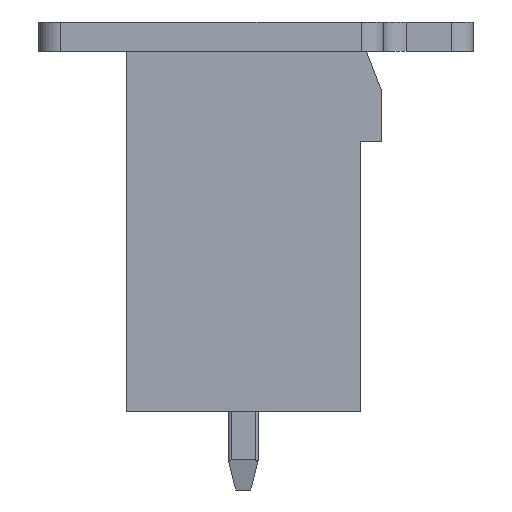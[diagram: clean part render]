
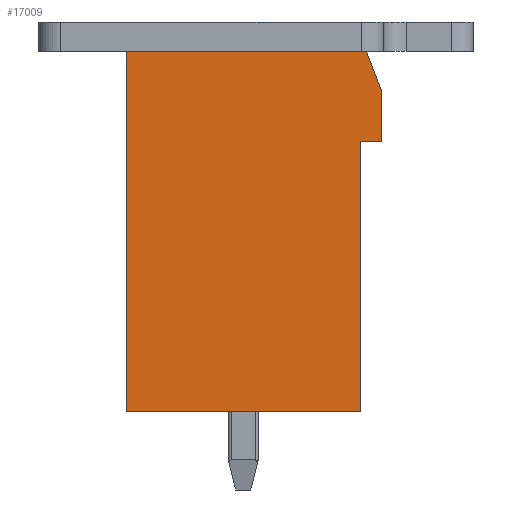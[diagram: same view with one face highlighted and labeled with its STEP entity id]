
A CAD part, left-side view. The second image highlights one B-rep face of the part: STEP entity #17009.
In plain terms, the highlighted planar face has unit normal (-1, 0, 0).
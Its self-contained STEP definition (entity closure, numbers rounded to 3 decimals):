
#529=LINE('',#23323,#2419);
#537=LINE('',#23339,#2427);
#547=LINE('',#23362,#2437);
#1150=LINE('',#24756,#3040);
#1166=LINE('',#24775,#3056);
#1167=LINE('',#24777,#3057);
#1170=LINE('',#24783,#3060);
#2419=VECTOR('',#18739,1000.);
#2427=VECTOR('',#18751,1000.);
#2437=VECTOR('',#18765,1000.);
#3040=VECTOR('',#19698,1000.);
#3056=VECTOR('',#19716,1000.);
#3057=VECTOR('',#19719,1000.);
#3060=VECTOR('',#19724,1000.);
#7586=ORIENTED_EDGE('',*,*,#9211,.T.);
#7587=ORIENTED_EDGE('',*,*,#9203,.T.);
#7588=ORIENTED_EDGE('',*,*,#9906,.T.);
#7589=ORIENTED_EDGE('',*,*,#9222,.T.);
#7590=ORIENTED_EDGE('',*,*,#9926,.T.);
#7591=ORIENTED_EDGE('',*,*,#9923,.T.);
#7592=ORIENTED_EDGE('',*,*,#9922,.T.);
#9203=EDGE_CURVE('',#11645,#11644,#529,.T.);
#9211=EDGE_CURVE('',#11650,#11645,#537,.T.);
#9222=EDGE_CURVE('',#11662,#11661,#547,.T.);
#9906=EDGE_CURVE('',#11644,#11662,#1150,.T.);
#9922=EDGE_CURVE('',#12217,#11650,#1166,.T.);
#9923=EDGE_CURVE('',#12218,#12217,#1167,.T.);
#9926=EDGE_CURVE('',#11661,#12218,#1170,.T.);
#11644=VERTEX_POINT('',#23322);
#11645=VERTEX_POINT('',#23324);
#11650=VERTEX_POINT('',#23337);
#11661=VERTEX_POINT('',#23361);
#11662=VERTEX_POINT('',#23363);
#12217=VERTEX_POINT('',#24761);
#12218=VERTEX_POINT('',#24778);
#14293=EDGE_LOOP('',(#7586,#7587,#7588,#7589,#7590,#7591,#7592));
#15339=FACE_BOUND('',#14293,.T.);
#16153=PLANE('',#18213);
#17009=ADVANCED_FACE('',(#15339),#16153,.T.);
#18213=AXIS2_PLACEMENT_3D('',#26947,#21771,#21772);
#18739=DIRECTION('',(0.,1.,0.));
#18751=DIRECTION('',(0.,0.359,0.933));
#18765=DIRECTION('',(0.,-1.,0.));
#19698=DIRECTION('',(0.,0.,-1.));
#19716=DIRECTION('',(0.,0.,1.));
#19719=DIRECTION('',(0.,-1.,0.));
#19724=DIRECTION('',(0.,0.,1.));
#21771=DIRECTION('',(-1.,0.,0.));
#21772=DIRECTION('',(0.,0.,1.));
#23322=CARTESIAN_POINT('',(-30.,8.5,6.));
#23323=CARTESIAN_POINT('',(-30.,0.5,6.));
#23324=CARTESIAN_POINT('',(-30.,0.5,6.));
#23337=CARTESIAN_POINT('',(-30.,0.,4.7));
#23339=CARTESIAN_POINT('',(-30.,0.,4.7));
#23361=CARTESIAN_POINT('',(-30.,0.7,-6.));
#23362=CARTESIAN_POINT('',(-30.,8.5,-6.));
#23363=CARTESIAN_POINT('',(-30.,8.5,-6.));
#24756=CARTESIAN_POINT('',(-30.,8.5,6.));
#24761=CARTESIAN_POINT('',(-30.,0.,3.));
#24775=CARTESIAN_POINT('',(-30.,0.,3.));
#24777=CARTESIAN_POINT('',(-30.,0.7,3.));
#24778=CARTESIAN_POINT('',(-30.,0.7,3.));
#24783=CARTESIAN_POINT('',(-30.,0.7,-6.));
#26947=CARTESIAN_POINT('',(-30.,0.,0.));
